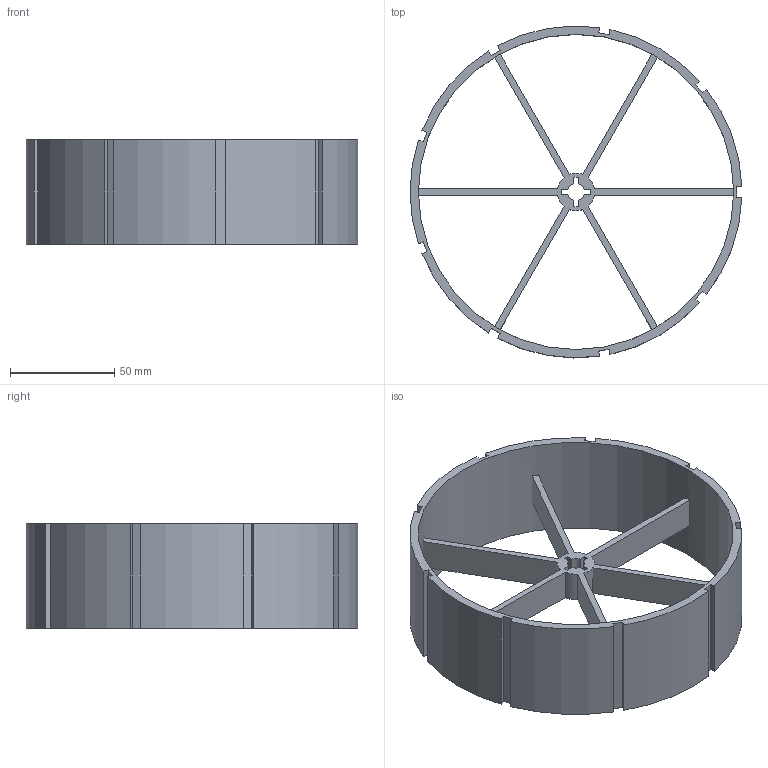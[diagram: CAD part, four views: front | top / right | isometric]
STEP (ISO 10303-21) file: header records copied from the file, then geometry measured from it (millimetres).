
FILE_DESCRIPTION(/* description */ ('VariCAD 2019-1.04 AP-214'),/* implementation_level */ '2;1');
FILE_NAME(/* name */ 'rotor.stp',/* time_stamp */ '2018-12-26T12:39:54-05:00',/* author */ (''),/* organization */ (''),/* preprocessor_version */ 'VariCAD 2019-1.04',/* originating_system */ 'VariCAD 2019-1.04; kernel version (20180118)',/* authorisation */ '');
FILE_SCHEMA(('AUTOMOTIVE_DESIGN'));
Length unit declared in the file: millimetre
Products named in the file (2): rotor; Rotor
Assembly tree (1 placements, depth 2):
  rotor
    Rotor
Bounding box: 158.96 x 158.98 x 50 mm (x, y, z)
Volume: 112365.5 mm3; surface area: 70416.5 mm2
Topology: 1 solids, 1 shells, 76 faces, 240 edges, 160 vertices
Faces by surface type: plane 55, cylinder 21
Entity records: 2744 total; most frequent: ORIENTED_EDGE 480, CARTESIAN_POINT 480, DIRECTION 458, EDGE_CURVE 240, LINE 182, VECTOR 182, VERTEX_POINT 160, AXIS2_PLACEMENT_3D 138
